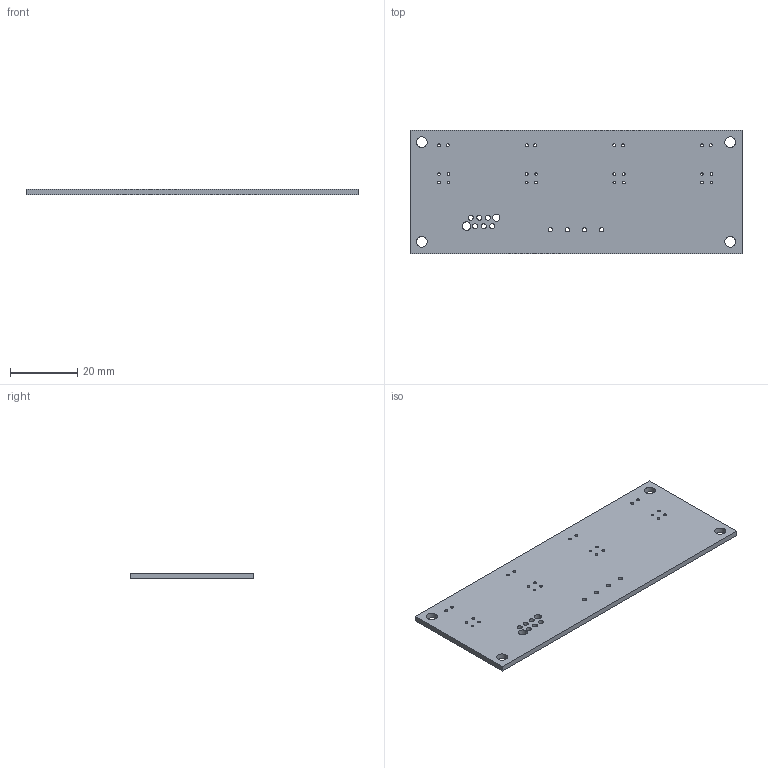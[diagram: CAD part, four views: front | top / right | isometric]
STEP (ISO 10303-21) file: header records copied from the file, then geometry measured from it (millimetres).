
FILE_DESCRIPTION(('KiCad electronic assembly'),'2;1');
FILE_NAME('ContuctlessButtons.step','2024-01-26T14:38:23',('Pcbnew'),( 'Kicad'),'Open CASCADE STEP processor 7.5','KiCad to STEP converter' ,'Unknown');
FILE_SCHEMA(('AUTOMOTIVE_DESIGN { 1 0 10303 214 1 1 1 1 }'));
Length unit declared in the file: millimetre
Products named in the file (2): ContuctlessButtons 1; ContuctlessButtons PCB
Assembly tree (1 placements, depth 2):
  ContuctlessButtons 1
    ContuctlessButtons PCB
Bounding box: 98.49 x 36.5 x 1.6 mm (x, y, z)
Volume: 5639.6 mm3; surface area: 7742.1 mm2
Topology: 1 solids, 1 shells, 46 faces, 132 edges, 88 vertices
Faces by surface type: cylinder 40, plane 6
Full cylindrical faces by diameter (mm): 0.81 x16, 0.9 x8, 1.3 x4, 1.5 x6, 2.15 x1, 2.55 x1, 3.2 x4
Entity records: 3719 total; most frequent: CARTESIAN_POINT 1012, DIRECTION 492, ORIENTED_EDGE 264, PCURVE 264, DEFINITIONAL_REPRESENTATION 264, LINE 236, VECTOR 236, EDGE_CURVE 132
